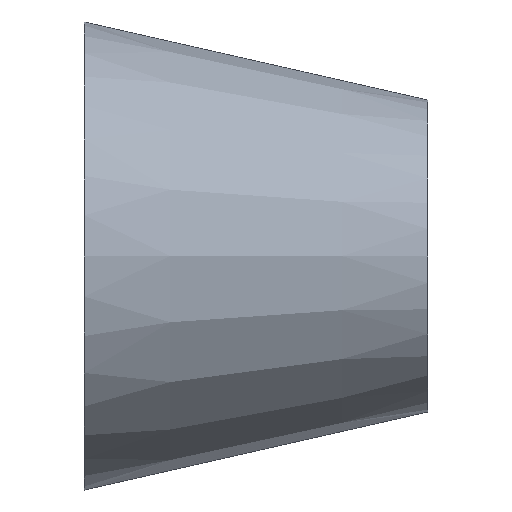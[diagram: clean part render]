
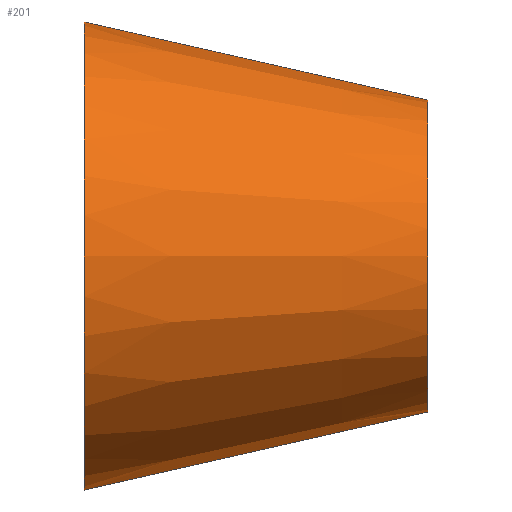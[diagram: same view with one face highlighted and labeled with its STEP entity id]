
A CAD part, front view. The second image highlights one B-rep face of the part: STEP entity #201.
In plain terms, the highlighted conical face has half-angle 12.804 degrees and reference radius 5 mm.
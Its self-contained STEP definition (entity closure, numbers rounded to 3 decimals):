
#7 = ORIENTED_EDGE ( 'NONE', *, *, #45, .T. ) ;
#11 = VERTEX_POINT ( 'NONE', #57 ) ;
#22 = DIRECTION ( 'NONE',  ( -1., 0., 0. ) ) ;
#34 = VERTEX_POINT ( 'NONE', #168 ) ;
#45 = EDGE_CURVE ( 'NONE', #222, #230, #146, .T. ) ;
#53 = EDGE_CURVE ( 'NONE', #34, #11, #228, .T. ) ;
#54 = CARTESIAN_POINT ( 'NONE',  ( 11., 0., -5. ) ) ;
#55 = AXIS2_PLACEMENT_3D ( 'NONE', #113, #97, #170 ) ;
#57 = CARTESIAN_POINT ( 'NONE',  ( 0., 0., -7.5 ) ) ;
#62 = DIRECTION ( 'NONE',  ( 0., 0., 1. ) ) ;
#69 = CIRCLE ( 'NONE', #55, 5. ) ;
#97 = DIRECTION ( 'NONE',  ( 1., 0., 0. ) ) ;
#102 = CARTESIAN_POINT ( 'NONE',  ( 0., 0., 7.5 ) ) ;
#110 = DIRECTION ( 'NONE',  ( -0.975, 0., -0.222 ) ) ;
#113 = CARTESIAN_POINT ( 'NONE',  ( 11., 0., 0. ) ) ;
#130 = EDGE_CURVE ( 'NONE', #222, #34, #69, .T. ) ;
#134 = ORIENTED_EDGE ( 'NONE', *, *, #130, .F. ) ;
#135 = DIRECTION ( 'NONE',  ( 1., 0., 0. ) ) ;
#142 = VECTOR ( 'NONE', #147, 1000. ) ;
#146 = LINE ( 'NONE', #205, #142 ) ;
#147 = DIRECTION ( 'NONE',  ( -0.975, 0., 0.222 ) ) ;
#165 = AXIS2_PLACEMENT_3D ( 'NONE', #233, #135, #236 ) ;
#167 = AXIS2_PLACEMENT_3D ( 'NONE', #214, #22, #62 ) ;
#168 = CARTESIAN_POINT ( 'NONE',  ( 11., 0., -5. ) ) ;
#170 = DIRECTION ( 'NONE',  ( 0., 0., -1. ) ) ;
#178 = EDGE_CURVE ( 'NONE', #230, #11, #221, .T. ) ;
#183 = ORIENTED_EDGE ( 'NONE', *, *, #178, .T. ) ;
#201 = ADVANCED_FACE ( 'NONE', ( #215 ), #210, .T. ) ;
#205 = CARTESIAN_POINT ( 'NONE',  ( 11., 0., 5. ) ) ;
#210 = CONICAL_SURFACE ( 'NONE', #167, 5., 0.223 ) ;
#212 = ORIENTED_EDGE ( 'NONE', *, *, #53, .F. ) ;
#214 = CARTESIAN_POINT ( 'NONE',  ( 11., 0., 0. ) ) ;
#215 = FACE_OUTER_BOUND ( 'NONE', #246, .T. ) ;
#216 = CARTESIAN_POINT ( 'NONE',  ( 11., 0., 5. ) ) ;
#221 = CIRCLE ( 'NONE', #165, 7.5 ) ;
#222 = VERTEX_POINT ( 'NONE', #216 ) ;
#228 = LINE ( 'NONE', #54, #232 ) ;
#230 = VERTEX_POINT ( 'NONE', #102 ) ;
#232 = VECTOR ( 'NONE', #110, 1000. ) ;
#233 = CARTESIAN_POINT ( 'NONE',  ( 0., 0., 0. ) ) ;
#236 = DIRECTION ( 'NONE',  ( 0., 0., -1. ) ) ;
#246 = EDGE_LOOP ( 'NONE', ( #212, #134, #7, #183 ) ) ;
